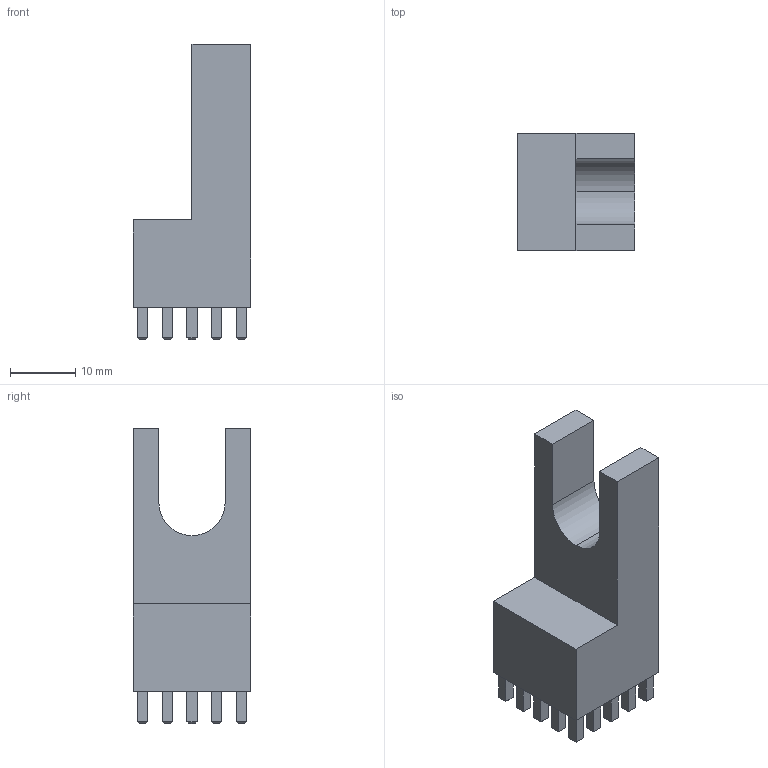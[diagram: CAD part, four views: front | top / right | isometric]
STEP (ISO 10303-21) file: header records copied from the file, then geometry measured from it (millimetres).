
FILE_DESCRIPTION (( 'STEP AP203' ), '1' );
FILE_NAME ('93565-C.STEP', '2013-12-17T18:24:34', ( 'Hajo' ), ( 'Microsoft' ), 'SwSTEP 2.0', 'SolidWorks 2011', '' );
FILE_SCHEMA (( 'CONFIG_CONTROL_DESIGN' ));
Length unit declared in the file: millimetre
Products named in the file (1): 93565-C
Bounding box: 18 x 18 x 45.4 mm (x, y, z)
Volume: 7599.5 mm3; surface area: 3763 mm2
Topology: 1 solids, 1 shells, 238 faces, 533 edges, 322 vertices
Faces by surface type: plane 236, cylinder 2
Entity records: 6418 total; most frequent: CARTESIAN_POINT 1094, ORIENTED_EDGE 1066, DIRECTION 1015, EDGE_CURVE 533, LINE 529, VECTOR 529, VERTEX_POINT 322, EDGE_LOOP 263
